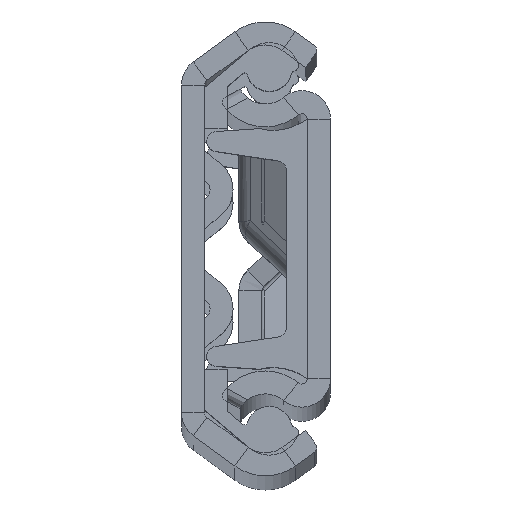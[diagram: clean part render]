
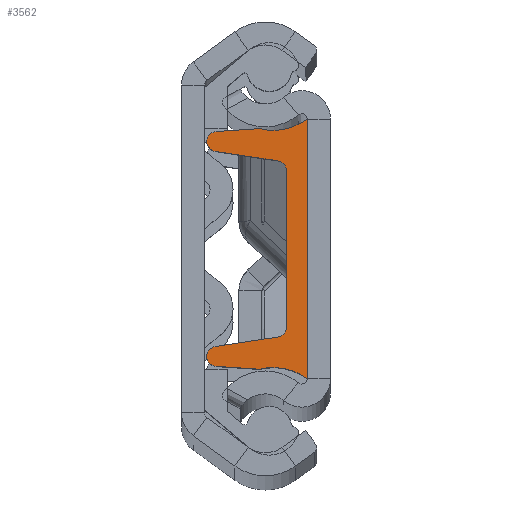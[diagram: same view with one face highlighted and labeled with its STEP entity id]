
A CAD part, top view. The second image highlights one B-rep face of the part: STEP entity #3562.
In plain terms, the highlighted face is planar.
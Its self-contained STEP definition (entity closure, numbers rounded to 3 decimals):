
#90 = DIRECTION ( 'NONE',  ( 1., 0., 0. ) ) ;
#160 = VERTEX_POINT ( 'NONE', #2086 ) ;
#191 = ORIENTED_EDGE ( 'NONE', *, *, #8331, .T. ) ;
#276 = VERTEX_POINT ( 'NONE', #1380 ) ;
#345 = DIRECTION ( 'NONE',  ( 0., 0.149, -0.989 ) ) ;
#354 = CIRCLE ( 'NONE', #7791, 5. ) ;
#469 = ORIENTED_EDGE ( 'NONE', *, *, #8479, .F. ) ;
#655 = CARTESIAN_POINT ( 'NONE',  ( 6., 0., 0. ) ) ;
#758 = CARTESIAN_POINT ( 'NONE',  ( 6., 0., 0. ) ) ;
#1017 = DIRECTION ( 'NONE',  ( 1., 0., 0. ) ) ;
#1082 = VERTEX_POINT ( 'NONE', #8791 ) ;
#1086 = LINE ( 'NONE', #5700, #6156 ) ;
#1380 = CARTESIAN_POINT ( 'NONE',  ( 6., -7.697, 2.651 ) ) ;
#1422 = CARTESIAN_POINT ( 'NONE',  ( 6., -10.734, 0.718 ) ) ;
#1477 = LINE ( 'NONE', #1422, #4345 ) ;
#1482 = DIRECTION ( 'NONE',  ( 1., 0., 0. ) ) ;
#1558 = CARTESIAN_POINT ( 'NONE',  ( 6., 10.5, 4.216 ) ) ;
#1564 = FACE_OUTER_BOUND ( 'NONE', #8636, .T. ) ;
#1638 = CARTESIAN_POINT ( 'NONE',  ( 6., 6.708, 1.8 ) ) ;
#1785 = DIRECTION ( 'NONE',  ( 1., 0., 0. ) ) ;
#1989 = CARTESIAN_POINT ( 'NONE',  ( 6., 7.697, 2.651 ) ) ;
#2000 = CARTESIAN_POINT ( 'NONE',  ( 6., 9.375, 8.8 ) ) ;
#2066 = EDGE_CURVE ( 'NONE', #3063, #7302, #5763, .T. ) ;
#2076 = EDGE_CURVE ( 'NONE', #160, #3063, #9424, .T. ) ;
#2086 = CARTESIAN_POINT ( 'NONE',  ( 6., 10.248, 7.983 ) ) ;
#2127 = CARTESIAN_POINT ( 'NONE',  ( 6., -10.5, 4.216 ) ) ;
#2219 = CARTESIAN_POINT ( 'NONE',  ( 6., -9.375, 7.925 ) ) ;
#2226 = CARTESIAN_POINT ( 'NONE',  ( 6., 6.708, 2.8 ) ) ;
#2227 = EDGE_CURVE ( 'NONE', #3376, #2885, #1477, .T. ) ;
#2252 = EDGE_CURVE ( 'NONE', #5383, #7715, #2441, .T. ) ;
#2440 = CARTESIAN_POINT ( 'NONE',  ( 6., -6.708, 1.8 ) ) ;
#2441 = CIRCLE ( 'NONE', #4985, 0.875 ) ;
#2619 = DIRECTION ( 'NONE',  ( 0., 0., -1. ) ) ;
#2652 = CARTESIAN_POINT ( 'NONE',  ( 6., 15.35, 3. ) ) ;
#2741 = CARTESIAN_POINT ( 'NONE',  ( 6., 7.136, -1.074 ) ) ;
#2860 = ORIENTED_EDGE ( 'NONE', *, *, #2252, .T. ) ;
#2885 = VERTEX_POINT ( 'NONE', #5992 ) ;
#2895 = ORIENTED_EDGE ( 'NONE', *, *, #7916, .T. ) ;
#2935 = DIRECTION ( 'NONE',  ( 0., -0.149, -0.989 ) ) ;
#3007 = PLANE ( 'NONE',  #7899 ) ;
#3008 = LINE ( 'NONE', #6017, #7917 ) ;
#3063 = VERTEX_POINT ( 'NONE', #2000 ) ;
#3155 = EDGE_CURVE ( 'NONE', #4135, #3449, #4927, .T. ) ;
#3157 = CIRCLE ( 'NONE', #8071, 5. ) ;
#3318 = ORIENTED_EDGE ( 'NONE', *, *, #3767, .F. ) ;
#3376 = VERTEX_POINT ( 'NONE', #2127 ) ;
#3408 = CARTESIAN_POINT ( 'NONE',  ( 6., -15.35, 3. ) ) ;
#3449 = VERTEX_POINT ( 'NONE', #1989 ) ;
#3517 = ORIENTED_EDGE ( 'NONE', *, *, #9702, .T. ) ;
#3562 = ADVANCED_FACE ( 'NONE', ( #1564 ), #3007, .T. ) ;
#3751 = DIRECTION ( 'NONE',  ( 1., 0., 0. ) ) ;
#3767 = EDGE_CURVE ( 'NONE', #5383, #276, #1086, .T. ) ;
#3794 = DIRECTION ( 'NONE',  ( 1., 0., 0. ) ) ;
#3958 = CARTESIAN_POINT ( 'NONE',  ( 6., 9.375, 7.925 ) ) ;
#4009 = CARTESIAN_POINT ( 'NONE',  ( 6., -9.375, 7.925 ) ) ;
#4135 = VERTEX_POINT ( 'NONE', #1638 ) ;
#4293 = DIRECTION ( 'NONE',  ( 0., -1., 0. ) ) ;
#4299 = EDGE_CURVE ( 'NONE', #7715, #2885, #8417, .T. ) ;
#4306 = CARTESIAN_POINT ( 'NONE',  ( 6., 8.51, 8.055 ) ) ;
#4345 = VECTOR ( 'NONE', #4547, 1000. ) ;
#4387 = CARTESIAN_POINT ( 'NONE',  ( 6., -6.708, 2.8 ) ) ;
#4429 = LINE ( 'NONE', #655, #7756 ) ;
#4497 = AXIS2_PLACEMENT_3D ( 'NONE', #5498, #90, #9229 ) ;
#4506 = DIRECTION ( 'NONE',  ( 0., 0., -1. ) ) ;
#4547 = DIRECTION ( 'NONE',  ( 0., 0.067, 0.998 ) ) ;
#4613 = VECTOR ( 'NONE', #2935, 1000. ) ;
#4649 = EDGE_CURVE ( 'NONE', #7028, #3376, #354, .T. ) ;
#4718 = LINE ( 'NONE', #6398, #9190 ) ;
#4756 = VERTEX_POINT ( 'NONE', #1558 ) ;
#4927 = CIRCLE ( 'NONE', #9675, 1. ) ;
#4934 = ORIENTED_EDGE ( 'NONE', *, *, #2066, .T. ) ;
#4985 = AXIS2_PLACEMENT_3D ( 'NONE', #2219, #3751, #7373 ) ;
#5383 = VERTEX_POINT ( 'NONE', #7193 ) ;
#5498 = CARTESIAN_POINT ( 'NONE',  ( 6., 9.375, 7.925 ) ) ;
#5675 = DIRECTION ( 'NONE',  ( 0., 0., -1. ) ) ;
#5700 = CARTESIAN_POINT ( 'NONE',  ( 6., -7.136, -1.074 ) ) ;
#5726 = DIRECTION ( 'NONE',  ( 0., 0., -1. ) ) ;
#5763 = CIRCLE ( 'NONE', #4497, 0.875 ) ;
#5992 = CARTESIAN_POINT ( 'NONE',  ( 6., -10.248, 7.983 ) ) ;
#6014 = DIRECTION ( 'NONE',  ( 0., 0., -1. ) ) ;
#6017 = CARTESIAN_POINT ( 'NONE',  ( 6., 0., 1.8 ) ) ;
#6156 = VECTOR ( 'NONE', #345, 1000. ) ;
#6398 = CARTESIAN_POINT ( 'NONE',  ( 6., 10.734, 0.718 ) ) ;
#6544 = ORIENTED_EDGE ( 'NONE', *, *, #2227, .F. ) ;
#6578 = VERTEX_POINT ( 'NONE', #2440 ) ;
#6802 = AXIS2_PLACEMENT_3D ( 'NONE', #4387, #8994, #8951 ) ;
#6928 = ORIENTED_EDGE ( 'NONE', *, *, #4299, .T. ) ;
#7011 = AXIS2_PLACEMENT_3D ( 'NONE', #3958, #8427, #8520 ) ;
#7028 = VERTEX_POINT ( 'NONE', #7572 ) ;
#7062 = ORIENTED_EDGE ( 'NONE', *, *, #3155, .F. ) ;
#7193 = CARTESIAN_POINT ( 'NONE',  ( 6., -8.51, 8.055 ) ) ;
#7290 = CIRCLE ( 'NONE', #6802, 1. ) ;
#7302 = VERTEX_POINT ( 'NONE', #4306 ) ;
#7373 = DIRECTION ( 'NONE',  ( 0., 0., -1. ) ) ;
#7547 = ORIENTED_EDGE ( 'NONE', *, *, #8508, .F. ) ;
#7572 = CARTESIAN_POINT ( 'NONE',  ( 6., -11.35, 0. ) ) ;
#7625 = AXIS2_PLACEMENT_3D ( 'NONE', #4009, #1785, #2619 ) ;
#7715 = VERTEX_POINT ( 'NONE', #9295 ) ;
#7756 = VECTOR ( 'NONE', #4293, 1000. ) ;
#7791 = AXIS2_PLACEMENT_3D ( 'NONE', #3408, #9418, #5675 ) ;
#7899 = AXIS2_PLACEMENT_3D ( 'NONE', #758, #3794, #6014 ) ;
#7916 = EDGE_CURVE ( 'NONE', #7302, #3449, #9686, .T. ) ;
#7917 = VECTOR ( 'NONE', #9059, 1000. ) ;
#8071 = AXIS2_PLACEMENT_3D ( 'NONE', #2652, #1017, #5726 ) ;
#8331 = EDGE_CURVE ( 'NONE', #4135, #6578, #3008, .T. ) ;
#8417 = CIRCLE ( 'NONE', #7625, 0.875 ) ;
#8418 = EDGE_CURVE ( 'NONE', #4756, #1082, #3157, .T. ) ;
#8427 = DIRECTION ( 'NONE',  ( 1., 0., 0. ) ) ;
#8479 = EDGE_CURVE ( 'NONE', #1082, #7028, #4429, .T. ) ;
#8508 = EDGE_CURVE ( 'NONE', #276, #6578, #7290, .T. ) ;
#8520 = DIRECTION ( 'NONE',  ( 0., 0., -1. ) ) ;
#8636 = EDGE_LOOP ( 'NONE', ( #3318, #2860, #6928, #6544, #9077, #469, #9134, #3517, #9086, #4934, #2895, #7062, #191, #7547 ) ) ;
#8791 = CARTESIAN_POINT ( 'NONE',  ( 6., 11.35, 0. ) ) ;
#8951 = DIRECTION ( 'NONE',  ( 0., 0., -1. ) ) ;
#8994 = DIRECTION ( 'NONE',  ( 1., 0., 0. ) ) ;
#9059 = DIRECTION ( 'NONE',  ( 0., -1., 0. ) ) ;
#9077 = ORIENTED_EDGE ( 'NONE', *, *, #4649, .F. ) ;
#9086 = ORIENTED_EDGE ( 'NONE', *, *, #2076, .T. ) ;
#9134 = ORIENTED_EDGE ( 'NONE', *, *, #8418, .F. ) ;
#9190 = VECTOR ( 'NONE', #9450, 1000. ) ;
#9229 = DIRECTION ( 'NONE',  ( 0., 0., -1. ) ) ;
#9295 = CARTESIAN_POINT ( 'NONE',  ( 6., -9.375, 8.8 ) ) ;
#9418 = DIRECTION ( 'NONE',  ( 1., 0., 0. ) ) ;
#9424 = CIRCLE ( 'NONE', #7011, 0.875 ) ;
#9450 = DIRECTION ( 'NONE',  ( 0., -0.067, 0.998 ) ) ;
#9675 = AXIS2_PLACEMENT_3D ( 'NONE', #2226, #1482, #4506 ) ;
#9686 = LINE ( 'NONE', #2741, #4613 ) ;
#9702 = EDGE_CURVE ( 'NONE', #4756, #160, #4718, .T. ) ;
